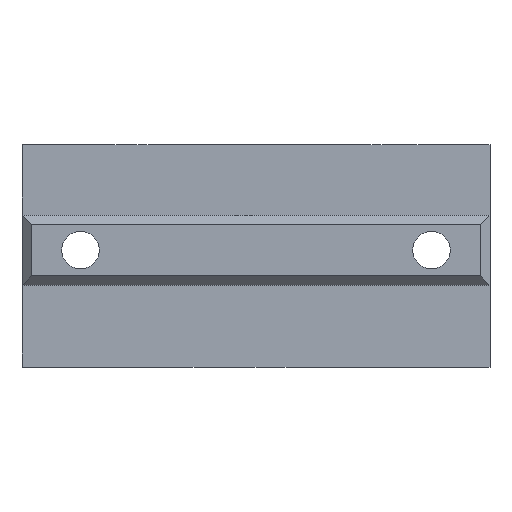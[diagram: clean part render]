
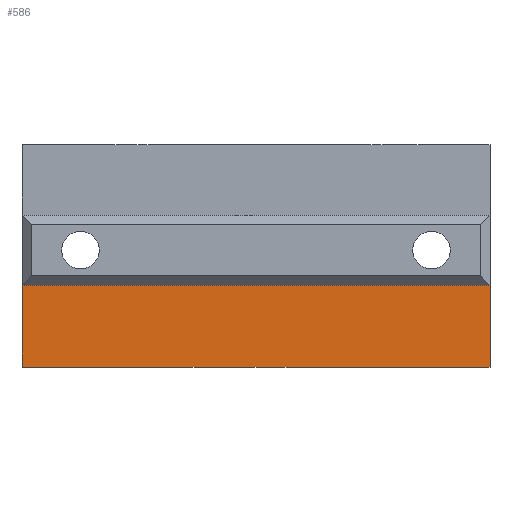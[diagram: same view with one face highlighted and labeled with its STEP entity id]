
A CAD part, front view. The second image highlights one B-rep face of the part: STEP entity #586.
In plain terms, the highlighted planar face has unit normal (0, -1, 0).
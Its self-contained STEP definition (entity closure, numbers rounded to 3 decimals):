
#88=FACE_OUTER_BOUND('',#127,.T.);
#127=EDGE_LOOP('',(#509,#510,#511,#512));
#145=LINE('',#852,#200);
#150=LINE('',#862,#205);
#185=LINE('',#1014,#240);
#186=LINE('',#1015,#241);
#200=VECTOR('',#687,10.);
#205=VECTOR('',#694,10.);
#240=VECTOR('',#805,10.);
#241=VECTOR('',#806,10.);
#247=VERTEX_POINT('',#830);
#253=VERTEX_POINT('',#848);
#257=VERTEX_POINT('',#860);
#296=VERTEX_POINT('',#1013);
#310=EDGE_CURVE('',#247,#253,#145,.T.);
#315=EDGE_CURVE('',#253,#257,#150,.T.);
#372=EDGE_CURVE('',#257,#296,#185,.T.);
#373=EDGE_CURVE('',#296,#247,#186,.T.);
#509=ORIENTED_EDGE('',*,*,#310,.T.);
#510=ORIENTED_EDGE('',*,*,#315,.T.);
#511=ORIENTED_EDGE('',*,*,#372,.T.);
#512=ORIENTED_EDGE('',*,*,#373,.T.);
#558=PLANE('',#652);
#586=ADVANCED_FACE('',(#88),#558,.F.);
#652=AXIS2_PLACEMENT_3D('',#1012,#803,#804);
#687=DIRECTION('',(-1.,0.,0.));
#694=DIRECTION('',(0.,0.,-1.));
#803=DIRECTION('center_axis',(0.,1.,0.));
#804=DIRECTION('ref_axis',(1.,0.,0.));
#805=DIRECTION('',(1.,0.,0.));
#806=DIRECTION('',(0.,0.,1.));
#830=CARTESIAN_POINT('',(40.,0.,7.));
#848=CARTESIAN_POINT('',(0.,0.,7.));
#852=CARTESIAN_POINT('',(10.,0.,7.));
#860=CARTESIAN_POINT('',(0.,0.,0.));
#862=CARTESIAN_POINT('',(0.,0.,20.));
#1012=CARTESIAN_POINT('Origin',(20.,0.,10.));
#1013=CARTESIAN_POINT('',(40.,0.,0.));
#1014=CARTESIAN_POINT('',(0.,0.,0.));
#1015=CARTESIAN_POINT('',(40.,0.,0.));
